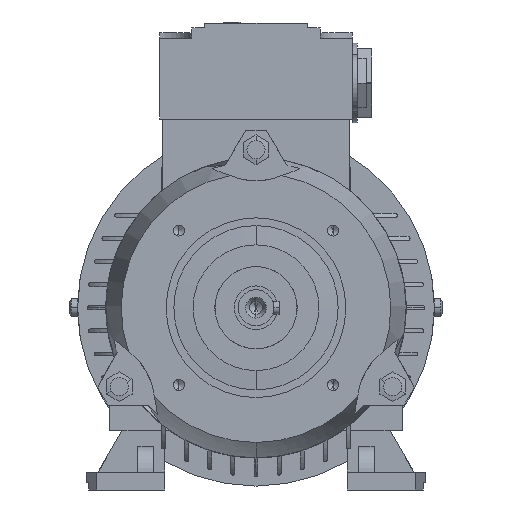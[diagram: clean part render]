
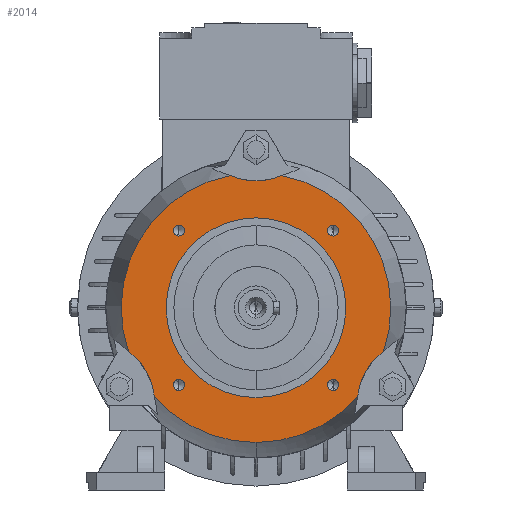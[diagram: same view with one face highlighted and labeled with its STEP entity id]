
A CAD part, left-side view. The second image highlights one B-rep face of the part: STEP entity #2014.
In plain terms, the highlighted planar face has unit normal (-1, 0, 0).
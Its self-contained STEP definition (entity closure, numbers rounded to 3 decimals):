
#2014=ADVANCED_FACE('',(#4078,#4079,#4080,#4081,#4082,#4083),#4084,.T.);
#4078=FACE_OUTER_BOUND('',#6150,.T.);
#4079=FACE_BOUND('',#6151,.T.);
#4080=FACE_BOUND('',#6152,.T.);
#4081=FACE_BOUND('',#6153,.T.);
#4082=FACE_BOUND('',#6154,.T.);
#4083=FACE_BOUND('',#6155,.T.);
#4084=PLANE('',#6156);
#6150=EDGE_LOOP('',(#12393,#12394,#12395,#12396,#12397,#12398,#12399,#12400,#12401,#12402));
#6151=EDGE_LOOP('',(#12403,#12404));
#6152=EDGE_LOOP('',(#12405,#12406));
#6153=EDGE_LOOP('',(#12407,#12408));
#6154=EDGE_LOOP('',(#12409,#12410));
#6155=EDGE_LOOP('',(#12411,#12412));
#6156=AXIS2_PLACEMENT_3D('',#12413,#12414,#12415);
#12393=ORIENTED_EDGE('',*,*,#14957,.T.);
#12394=ORIENTED_EDGE('',*,*,#12540,.T.);
#12395=ORIENTED_EDGE('',*,*,#14990,.F.);
#12396=ORIENTED_EDGE('',*,*,#14987,.T.);
#12397=ORIENTED_EDGE('',*,*,#12535,.T.);
#12398=ORIENTED_EDGE('',*,*,#14991,.F.);
#12399=ORIENTED_EDGE('',*,*,#14992,.T.);
#12400=ORIENTED_EDGE('',*,*,#12530,.T.);
#12401=ORIENTED_EDGE('',*,*,#12548,.F.);
#12402=ORIENTED_EDGE('',*,*,#14944,.F.);
#12403=ORIENTED_EDGE('',*,*,#12557,.T.);
#12404=ORIENTED_EDGE('',*,*,#14934,.T.);
#12405=ORIENTED_EDGE('',*,*,#14932,.T.);
#12406=ORIENTED_EDGE('',*,*,#12560,.T.);
#12407=ORIENTED_EDGE('',*,*,#14930,.T.);
#12408=ORIENTED_EDGE('',*,*,#12565,.T.);
#12409=ORIENTED_EDGE('',*,*,#14928,.T.);
#12410=ORIENTED_EDGE('',*,*,#12570,.T.);
#12411=ORIENTED_EDGE('',*,*,#14926,.T.);
#12412=ORIENTED_EDGE('',*,*,#12575,.T.);
#12413=CARTESIAN_POINT('',(-22.5,0.0,43.75));
#12414=DIRECTION('',(-1.0,0.0,0.));
#12415=DIRECTION('',(0.,0.0,-1.0));
#12530=EDGE_CURVE('',#15024,#15028,#15030,.T.);
#12535=EDGE_CURVE('',#15033,#15037,#15039,.T.);
#12540=EDGE_CURVE('',#15042,#15046,#15048,.T.);
#12548=EDGE_CURVE('',#15059,#15028,#15062,.T.);
#12557=EDGE_CURVE('',#15072,#15076,#15078,.T.);
#12560=EDGE_CURVE('',#15083,#15080,#15084,.T.);
#12565=EDGE_CURVE('',#15092,#15089,#15093,.T.);
#12570=EDGE_CURVE('',#15101,#15098,#15102,.T.);
#12575=EDGE_CURVE('',#15110,#15107,#15111,.T.);
#14926=EDGE_CURVE('',#15107,#15110,#18590,.T.);
#14928=EDGE_CURVE('',#15098,#15101,#18592,.T.);
#14930=EDGE_CURVE('',#15089,#15092,#18594,.T.);
#14932=EDGE_CURVE('',#15080,#15083,#18596,.T.);
#14934=EDGE_CURVE('',#15076,#15072,#18598,.T.);
#14944=EDGE_CURVE('',#18612,#15059,#18614,.T.);
#14957=EDGE_CURVE('',#18612,#15042,#18631,.T.);
#14987=EDGE_CURVE('',#18672,#15033,#18673,.T.);
#14990=EDGE_CURVE('',#18672,#15046,#18676,.T.);
#14991=EDGE_CURVE('',#18677,#15037,#18678,.T.);
#14992=EDGE_CURVE('',#18677,#15024,#18679,.T.);
#15024=VERTEX_POINT('',#18718);
#15028=VERTEX_POINT('',#18723);
#15030=CIRCLE('',#18730,25.081);
#15033=VERTEX_POINT('',#18733);
#15037=VERTEX_POINT('',#18738);
#15039=CIRCLE('',#18745,25.081);
#15042=VERTEX_POINT('',#18748);
#15046=VERTEX_POINT('',#18753);
#15048=CIRCLE('',#18760,25.081);
#15059=VERTEX_POINT('',#18773);
#15062=CIRCLE('',#18776,52.5);
#15072=VERTEX_POINT('',#18791);
#15076=VERTEX_POINT('',#18796);
#15078=CIRCLE('',#18799,35.0);
#15080=VERTEX_POINT('',#18801);
#15083=VERTEX_POINT('',#18805);
#15084=CIRCLE('',#18806,2.15);
#15089=VERTEX_POINT('',#18812);
#15092=VERTEX_POINT('',#18816);
#15093=CIRCLE('',#18817,2.15);
#15098=VERTEX_POINT('',#18823);
#15101=VERTEX_POINT('',#18827);
#15102=CIRCLE('',#18828,2.15);
#15107=VERTEX_POINT('',#18834);
#15110=VERTEX_POINT('',#18838);
#15111=CIRCLE('',#18839,2.15);
#18590=CIRCLE('',#25388,2.15);
#18592=CIRCLE('',#25390,2.15);
#18594=CIRCLE('',#25392,2.15);
#18596=CIRCLE('',#25394,2.15);
#18598=CIRCLE('',#25396,35.0);
#18612=VERTEX_POINT('',#25414);
#18614=CIRCLE('',#25421,52.5);
#18631=CIRCLE('',#25443,25.081);
#18672=VERTEX_POINT('',#25503);
#18673=CIRCLE('',#25504,25.081);
#18676=CIRCLE('',#25512,52.5);
#18677=VERTEX_POINT('',#25513);
#18678=CIRCLE('',#25514,52.5);
#18679=CIRCLE('',#25515,25.081);
#18718=CARTESIAN_POINT('',(-22.5,42.798,-24.71));
#18723=CARTESIAN_POINT('',(-22.5,39.592,-34.478));
#18730=AXIS2_PLACEMENT_3D('',#25581,#25582,#25583);
#18733=CARTESIAN_POINT('',(-22.5,0.,49.419));
#18738=CARTESIAN_POINT('',(-22.5,10.063,51.526));
#18745=AXIS2_PLACEMENT_3D('',#25588,#25589,#25590);
#18748=CARTESIAN_POINT('',(-22.5,-42.798,-24.71));
#18753=CARTESIAN_POINT('',(-22.5,-49.655,-17.048));
#18760=AXIS2_PLACEMENT_3D('',#25595,#25596,#25597);
#18773=CARTESIAN_POINT('',(-22.5,0.,-52.5));
#18776=AXIS2_PLACEMENT_3D('',#25609,#25610,#25611);
#18791=CARTESIAN_POINT('',(-22.5,0.0,35.0));
#18796=CARTESIAN_POINT('',(-22.5,0.,-35.0));
#18799=AXIS2_PLACEMENT_3D('',#25626,#25627,#25628);
#18801=CARTESIAN_POINT('',(-22.5,-30.052,27.902));
#18805=CARTESIAN_POINT('',(-22.5,-30.052,32.202));
#18806=AXIS2_PLACEMENT_3D('',#25630,#25631,#25632);
#18812=CARTESIAN_POINT('',(-22.5,-30.052,-32.202));
#18816=CARTESIAN_POINT('',(-22.5,-30.052,-27.902));
#18817=AXIS2_PLACEMENT_3D('',#25638,#25639,#25640);
#18823=CARTESIAN_POINT('',(-22.5,30.052,-32.202));
#18827=CARTESIAN_POINT('',(-22.5,30.052,-27.902));
#18828=AXIS2_PLACEMENT_3D('',#25646,#25647,#25648);
#18834=CARTESIAN_POINT('',(-22.5,30.052,27.902));
#18838=CARTESIAN_POINT('',(-22.5,30.052,32.202));
#18839=AXIS2_PLACEMENT_3D('',#25654,#25655,#25656);
#25388=AXIS2_PLACEMENT_3D('',#28065,#28066,#28067);
#25390=AXIS2_PLACEMENT_3D('',#28068,#28069,#28070);
#25392=AXIS2_PLACEMENT_3D('',#28071,#28072,#28073);
#25394=AXIS2_PLACEMENT_3D('',#28074,#28075,#28076);
#25396=AXIS2_PLACEMENT_3D('',#28077,#28078,#28079);
#25414=CARTESIAN_POINT('',(-22.5,-39.592,-34.478));
#25421=AXIS2_PLACEMENT_3D('',#28090,#28091,#28092);
#25443=AXIS2_PLACEMENT_3D('',#28107,#28108,#28109);
#25503=CARTESIAN_POINT('',(-22.5,-10.063,51.526));
#25504=AXIS2_PLACEMENT_3D('',#28146,#28147,#28148);
#25512=AXIS2_PLACEMENT_3D('',#28149,#28150,#28151);
#25513=CARTESIAN_POINT('',(-22.5,49.655,-17.048));
#25514=AXIS2_PLACEMENT_3D('',#28152,#28153,#28154);
#25515=AXIS2_PLACEMENT_3D('',#28155,#28156,#28157);
#25581=CARTESIAN_POINT('',(-22.5,64.519,-37.25));
#25582=DIRECTION('',(1.0,0.,0.));
#25583=DIRECTION('',(0.,0.866,-0.5));
#25588=CARTESIAN_POINT('',(-22.5,0.0,74.5));
#25589=DIRECTION('',(1.0,0.0,0.));
#25590=DIRECTION('',(0.,0.0,1.0));
#25595=CARTESIAN_POINT('',(-22.5,-64.519,-37.25));
#25596=DIRECTION('',(1.0,0.,0.));
#25597=DIRECTION('',(0.,-0.866,-0.5));
#25609=CARTESIAN_POINT('',(-22.5,0.0,0.0));
#25610=DIRECTION('',(1.0,0.0,-0.0));
#25611=DIRECTION('',(0.0,0.0,1.0));
#25626=CARTESIAN_POINT('',(-22.5,0.0,0.0));
#25627=DIRECTION('',(1.0,0.0,-0.0));
#25628=DIRECTION('',(0.0,0.0,1.0));
#25630=CARTESIAN_POINT('',(-22.5,-30.052,30.052));
#25631=DIRECTION('',(1.0,0.0,0.));
#25632=DIRECTION('',(0.,0.0,-1.0));
#25638=CARTESIAN_POINT('',(-22.5,-30.052,-30.052));
#25639=DIRECTION('',(1.0,0.0,0.));
#25640=DIRECTION('',(0.,0.0,-1.0));
#25646=CARTESIAN_POINT('',(-22.5,30.052,-30.052));
#25647=DIRECTION('',(1.0,0.0,0.));
#25648=DIRECTION('',(0.,0.0,-1.0));
#25654=CARTESIAN_POINT('',(-22.5,30.052,30.052));
#25655=DIRECTION('',(1.0,0.0,0.));
#25656=DIRECTION('',(0.,0.0,-1.0));
#28065=CARTESIAN_POINT('',(-22.5,30.052,30.052));
#28066=DIRECTION('',(1.0,0.0,0.));
#28067=DIRECTION('',(0.,0.0,-1.0));
#28068=CARTESIAN_POINT('',(-22.5,30.052,-30.052));
#28069=DIRECTION('',(1.0,0.0,0.));
#28070=DIRECTION('',(0.,0.0,-1.0));
#28071=CARTESIAN_POINT('',(-22.5,-30.052,-30.052));
#28072=DIRECTION('',(1.0,0.0,0.));
#28073=DIRECTION('',(0.,0.0,-1.0));
#28074=CARTESIAN_POINT('',(-22.5,-30.052,30.052));
#28075=DIRECTION('',(1.0,0.0,0.));
#28076=DIRECTION('',(0.,0.0,-1.0));
#28077=CARTESIAN_POINT('',(-22.5,0.0,0.0));
#28078=DIRECTION('',(1.0,0.0,-0.0));
#28079=DIRECTION('',(0.0,0.0,1.0));
#28090=CARTESIAN_POINT('',(-22.5,0.0,0.0));
#28091=DIRECTION('',(1.0,0.0,-0.0));
#28092=DIRECTION('',(0.0,0.0,1.0));
#28107=CARTESIAN_POINT('',(-22.5,-64.519,-37.25));
#28108=DIRECTION('',(1.0,0.,0.));
#28109=DIRECTION('',(0.,-0.866,-0.5));
#28146=CARTESIAN_POINT('',(-22.5,0.0,74.5));
#28147=DIRECTION('',(1.0,0.0,0.));
#28148=DIRECTION('',(0.,0.0,1.0));
#28149=CARTESIAN_POINT('',(-22.5,0.0,0.0));
#28150=DIRECTION('',(1.0,0.0,-0.0));
#28151=DIRECTION('',(0.0,0.0,1.0));
#28152=CARTESIAN_POINT('',(-22.5,0.0,0.0));
#28153=DIRECTION('',(1.0,0.0,-0.0));
#28154=DIRECTION('',(0.0,0.0,1.0));
#28155=CARTESIAN_POINT('',(-22.5,64.519,-37.25));
#28156=DIRECTION('',(1.0,0.,0.));
#28157=DIRECTION('',(0.,0.866,-0.5));
